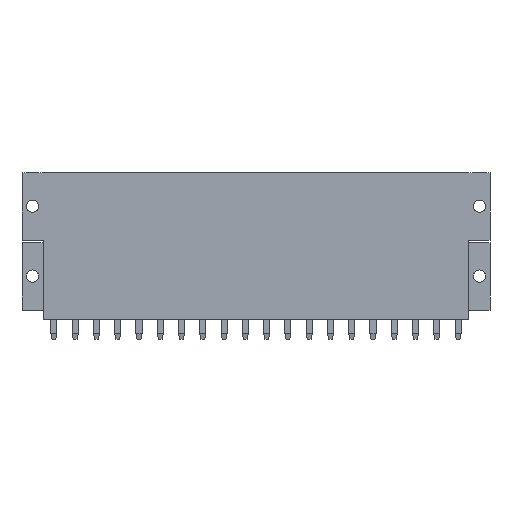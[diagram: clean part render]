
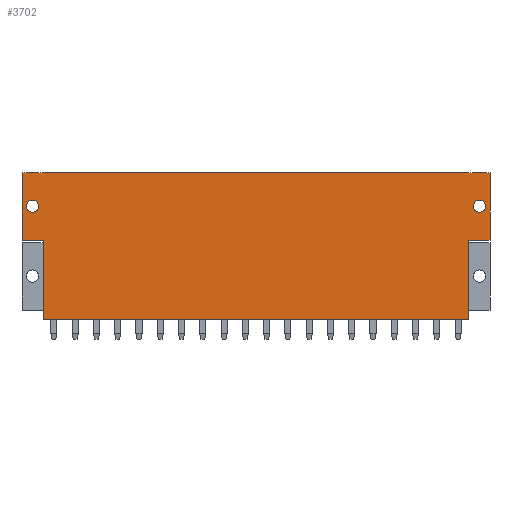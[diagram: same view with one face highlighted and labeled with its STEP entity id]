
A CAD part, front view. The second image highlights one B-rep face of the part: STEP entity #3702.
In plain terms, the highlighted planar face has unit normal (0, -1, 0).
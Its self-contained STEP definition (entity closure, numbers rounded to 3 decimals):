
#3616=AXIS2_PLACEMENT_3D('Plane Axis2P3D',#3613,#3614,#3615) ;
#3668=AXIS2_PLACEMENT_3D('Circle Axis2P3D',#3666,#3667,$) ;
#3677=AXIS2_PLACEMENT_3D('Circle Axis2P3D',#3675,#3676,$) ;
#3686=AXIS2_PLACEMENT_3D('Circle Axis2P3D',#3684,#3685,$) ;
#3695=AXIS2_PLACEMENT_3D('Circle Axis2P3D',#3693,#3694,$) ;
#40=CARTESIAN_POINT('Vertex',(0.,0.,27.4)) ;
#45=CARTESIAN_POINT('Line Origine',(38.5,0.,27.4)) ;
#49=CARTESIAN_POINT('Vertex',(77.,0.,27.4)) ;
#2231=CARTESIAN_POINT('Vertex',(73.5,0.,3.2)) ;
#2234=CARTESIAN_POINT('Line Origine',(38.5,0.,3.2)) ;
#2238=CARTESIAN_POINT('Vertex',(3.5,0.,3.2)) ;
#3613=CARTESIAN_POINT('Axis2P3D Location',(3.5,0.,27.4)) ;
#3618=CARTESIAN_POINT('Line Origine',(73.5,0.,9.75)) ;
#3622=CARTESIAN_POINT('Vertex',(73.5,0.,16.3)) ;
#3625=CARTESIAN_POINT('Line Origine',(75.25,0.,16.3)) ;
#3629=CARTESIAN_POINT('Vertex',(77.,0.,16.3)) ;
#3632=CARTESIAN_POINT('Line Origine',(77.,0.,21.85)) ;
#3637=CARTESIAN_POINT('Line Origine',(0.,0.,21.85)) ;
#3641=CARTESIAN_POINT('Vertex',(0.,0.,16.3)) ;
#3644=CARTESIAN_POINT('Line Origine',(1.75,0.,16.3)) ;
#3648=CARTESIAN_POINT('Vertex',(3.5,0.,16.3)) ;
#3651=CARTESIAN_POINT('Line Origine',(3.5,0.,9.75)) ;
#3666=CARTESIAN_POINT('Axis2P3D Location',(75.25,0.,21.9)) ;
#3670=CARTESIAN_POINT('Vertex',(74.25,0.,21.9)) ;
#3672=CARTESIAN_POINT('Vertex',(76.25,0.,21.9)) ;
#3675=CARTESIAN_POINT('Axis2P3D Location',(75.25,0.,21.9)) ;
#3684=CARTESIAN_POINT('Axis2P3D Location',(1.75,0.,21.9)) ;
#3688=CARTESIAN_POINT('Vertex',(2.75,0.,21.9)) ;
#3690=CARTESIAN_POINT('Vertex',(0.75,0.,21.9)) ;
#3693=CARTESIAN_POINT('Axis2P3D Location',(1.75,0.,21.9)) ;
#46=DIRECTION('Vector Direction',(1.,0.,0.)) ;
#2235=DIRECTION('Vector Direction',(1.,0.,0.)) ;
#3614=DIRECTION('Axis2P3D Direction',(0.,-1.,0.)) ;
#3615=DIRECTION('Axis2P3D XDirection',(0.,0.,-1.)) ;
#3619=DIRECTION('Vector Direction',(0.,0.,-1.)) ;
#3626=DIRECTION('Vector Direction',(1.,0.,0.)) ;
#3633=DIRECTION('Vector Direction',(0.,0.,-1.)) ;
#3638=DIRECTION('Vector Direction',(0.,0.,-1.)) ;
#3645=DIRECTION('Vector Direction',(1.,0.,0.)) ;
#3652=DIRECTION('Vector Direction',(0.,0.,-1.)) ;
#3667=DIRECTION('Axis2P3D Direction',(0.,-1.,0.)) ;
#3676=DIRECTION('Axis2P3D Direction',(0.,-1.,0.)) ;
#3685=DIRECTION('Axis2P3D Direction',(0.,-1.,0.)) ;
#3694=DIRECTION('Axis2P3D Direction',(0.,-1.,0.)) ;
#47=VECTOR('Line Direction',#46,1.) ;
#2236=VECTOR('Line Direction',#2235,1.) ;
#3620=VECTOR('Line Direction',#3619,1.) ;
#3627=VECTOR('Line Direction',#3626,1.) ;
#3634=VECTOR('Line Direction',#3633,1.) ;
#3639=VECTOR('Line Direction',#3638,1.) ;
#3646=VECTOR('Line Direction',#3645,1.) ;
#3653=VECTOR('Line Direction',#3652,1.) ;
#3657=ORIENTED_EDGE('',*,*,#3624,.T.) ;
#3658=ORIENTED_EDGE('',*,*,#3631,.F.) ;
#3659=ORIENTED_EDGE('',*,*,#3636,.T.) ;
#3660=ORIENTED_EDGE('',*,*,#51,.T.) ;
#3661=ORIENTED_EDGE('',*,*,#3643,.F.) ;
#3662=ORIENTED_EDGE('',*,*,#3650,.T.) ;
#3663=ORIENTED_EDGE('',*,*,#3655,.F.) ;
#3664=ORIENTED_EDGE('',*,*,#2240,.T.) ;
#3681=ORIENTED_EDGE('',*,*,#3674,.F.) ;
#3682=ORIENTED_EDGE('',*,*,#3679,.F.) ;
#3699=ORIENTED_EDGE('',*,*,#3692,.T.) ;
#3700=ORIENTED_EDGE('',*,*,#3697,.T.) ;
#3683=FACE_BOUND('',#3680,.T.) ;
#3701=FACE_BOUND('',#3698,.T.) ;
#3702=ADVANCED_FACE('Housing',(#3665,#3683,#3701),#3617,.T.) ;
#3669=CIRCLE('generated circle',#3668,1.) ;
#3678=CIRCLE('generated circle',#3677,1.) ;
#3687=CIRCLE('generated circle',#3686,1.) ;
#3696=CIRCLE('generated circle',#3695,1.) ;
#51=EDGE_CURVE('',#50,#41,#48,.F.) ;
#2240=EDGE_CURVE('',#2239,#2232,#2237,.T.) ;
#3624=EDGE_CURVE('',#2232,#3623,#3621,.F.) ;
#3631=EDGE_CURVE('',#3630,#3623,#3628,.F.) ;
#3636=EDGE_CURVE('',#3630,#50,#3635,.F.) ;
#3643=EDGE_CURVE('',#3642,#41,#3640,.F.) ;
#3650=EDGE_CURVE('',#3642,#3649,#3647,.T.) ;
#3655=EDGE_CURVE('',#2239,#3649,#3654,.F.) ;
#3674=EDGE_CURVE('',#3671,#3673,#3669,.T.) ;
#3679=EDGE_CURVE('',#3673,#3671,#3678,.T.) ;
#3692=EDGE_CURVE('',#3689,#3691,#3687,.F.) ;
#3697=EDGE_CURVE('',#3691,#3689,#3696,.F.) ;
#3656=EDGE_LOOP('',(#3657,#3658,#3659,#3660,#3661,#3662,#3663,#3664)) ;
#3680=EDGE_LOOP('',(#3681,#3682)) ;
#3698=EDGE_LOOP('',(#3699,#3700)) ;
#3665=FACE_OUTER_BOUND('',#3656,.T.) ;
#48=LINE('Line',#45,#47) ;
#2237=LINE('Line',#2234,#2236) ;
#3621=LINE('Line',#3618,#3620) ;
#3628=LINE('Line',#3625,#3627) ;
#3635=LINE('Line',#3632,#3634) ;
#3640=LINE('Line',#3637,#3639) ;
#3647=LINE('Line',#3644,#3646) ;
#3654=LINE('Line',#3651,#3653) ;
#3617=PLANE('',#3616) ;
#41=VERTEX_POINT('',#40) ;
#50=VERTEX_POINT('',#49) ;
#2232=VERTEX_POINT('',#2231) ;
#2239=VERTEX_POINT('',#2238) ;
#3623=VERTEX_POINT('',#3622) ;
#3630=VERTEX_POINT('',#3629) ;
#3642=VERTEX_POINT('',#3641) ;
#3649=VERTEX_POINT('',#3648) ;
#3671=VERTEX_POINT('',#3670) ;
#3673=VERTEX_POINT('',#3672) ;
#3689=VERTEX_POINT('',#3688) ;
#3691=VERTEX_POINT('',#3690) ;
